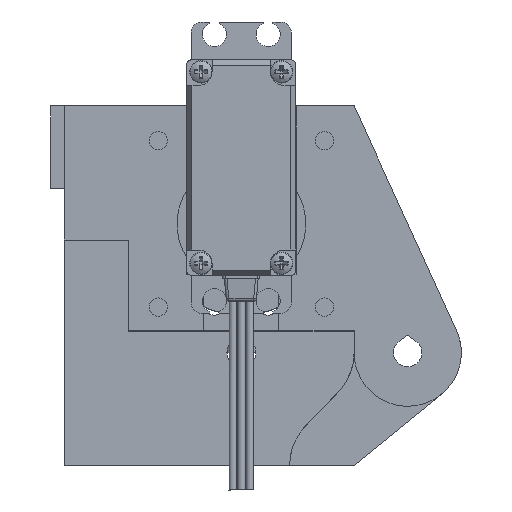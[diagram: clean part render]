
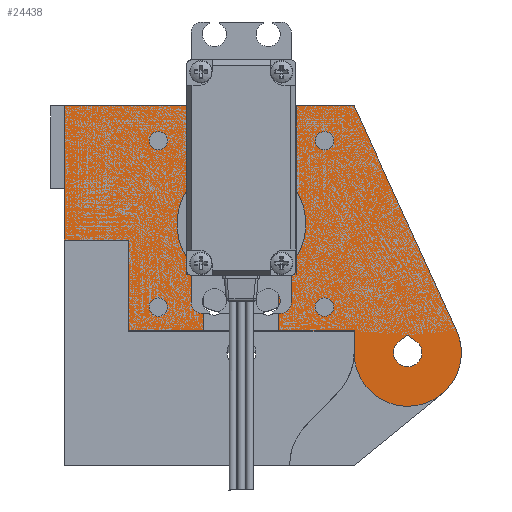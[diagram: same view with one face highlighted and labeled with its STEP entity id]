
A CAD part, left-side view. The second image highlights one B-rep face of the part: STEP entity #24438.
In plain terms, the highlighted planar face has unit normal (-1, 0, 0).
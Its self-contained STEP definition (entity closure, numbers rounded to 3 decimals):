
#716=FACE_BOUND('',#3282,.T.);
#717=FACE_BOUND('',#3283,.T.);
#718=FACE_BOUND('',#3284,.T.);
#719=FACE_BOUND('',#3285,.T.);
#720=FACE_BOUND('',#3286,.T.);
#966=PLANE('',#25999);
#1826=FACE_OUTER_BOUND('',#3281,.T.);
#3281=EDGE_LOOP('',(#17779,#17780,#17781,#17782,#17783,#17784,#17785,#17786,
#17787,#17788,#17789,#17790,#17791));
#3282=EDGE_LOOP('',(#17792,#17793,#17794));
#3283=EDGE_LOOP('',(#17795));
#3284=EDGE_LOOP('',(#17796));
#3285=EDGE_LOOP('',(#17797));
#3286=EDGE_LOOP('',(#17798));
#5177=CIRCLE('',#26000,12.);
#5178=CIRCLE('',#26001,10.);
#5179=CIRCLE('',#26002,2.65);
#5180=CIRCLE('',#26003,1.7);
#5181=CIRCLE('',#26004,1.7);
#5182=CIRCLE('',#26005,1.7);
#5183=CIRCLE('',#26006,1.7);
#6413=LINE('',#43430,#8427);
#6423=LINE('',#43456,#8437);
#6426=LINE('',#43462,#8440);
#6427=LINE('',#43464,#8441);
#6428=LINE('',#43466,#8442);
#6429=LINE('',#43470,#8443);
#6430=LINE('',#43472,#8444);
#6431=LINE('',#43474,#8445);
#6432=LINE('',#43476,#8446);
#6433=LINE('',#43480,#8447);
#6434=LINE('',#43481,#8448);
#6435=LINE('',#43484,#8449);
#6436=LINE('',#43487,#8450);
#8427=VECTOR('',#29078,10.);
#8437=VECTOR('',#29100,10.);
#8440=VECTOR('',#29105,10.);
#8441=VECTOR('',#29106,10.);
#8442=VECTOR('',#29107,10.);
#8443=VECTOR('',#29110,10.);
#8444=VECTOR('',#29111,10.);
#8445=VECTOR('',#29112,10.);
#8446=VECTOR('',#29113,10.);
#8447=VECTOR('',#29116,10.);
#8448=VECTOR('',#29117,10.);
#8449=VECTOR('',#29118,10.);
#8450=VECTOR('',#29121,10.);
#10572=VERTEX_POINT('',#43428);
#10573=VERTEX_POINT('',#43429);
#10583=VERTEX_POINT('',#43455);
#10585=VERTEX_POINT('',#43461);
#10586=VERTEX_POINT('',#43463);
#10587=VERTEX_POINT('',#43465);
#10588=VERTEX_POINT('',#43467);
#10589=VERTEX_POINT('',#43469);
#10590=VERTEX_POINT('',#43471);
#10591=VERTEX_POINT('',#43473);
#10592=VERTEX_POINT('',#43475);
#10593=VERTEX_POINT('',#43477);
#10594=VERTEX_POINT('',#43479);
#10595=VERTEX_POINT('',#43482);
#10596=VERTEX_POINT('',#43483);
#10597=VERTEX_POINT('',#43485);
#10598=VERTEX_POINT('',#43488);
#10599=VERTEX_POINT('',#43490);
#10600=VERTEX_POINT('',#43492);
#10601=VERTEX_POINT('',#43494);
#13284=EDGE_CURVE('',#10572,#10573,#6413,.T.);
#13297=EDGE_CURVE('',#10583,#10572,#6423,.T.);
#13300=EDGE_CURVE('',#10573,#10585,#6426,.T.);
#13301=EDGE_CURVE('',#10585,#10586,#6427,.T.);
#13302=EDGE_CURVE('',#10586,#10587,#6428,.T.);
#13303=EDGE_CURVE('',#10587,#10588,#5177,.T.);
#13304=EDGE_CURVE('',#10588,#10589,#6429,.T.);
#13305=EDGE_CURVE('',#10589,#10590,#6430,.T.);
#13306=EDGE_CURVE('',#10590,#10591,#6431,.T.);
#13307=EDGE_CURVE('',#10591,#10592,#6432,.T.);
#13308=EDGE_CURVE('',#10592,#10593,#5178,.T.);
#13309=EDGE_CURVE('',#10594,#10593,#6433,.T.);
#13310=EDGE_CURVE('',#10594,#10583,#6434,.T.);
#13311=EDGE_CURVE('',#10595,#10596,#6435,.T.);
#13312=EDGE_CURVE('',#10596,#10597,#5179,.T.);
#13313=EDGE_CURVE('',#10597,#10595,#6436,.T.);
#13314=EDGE_CURVE('',#10598,#10598,#5180,.T.);
#13315=EDGE_CURVE('',#10599,#10599,#5181,.T.);
#13316=EDGE_CURVE('',#10600,#10600,#5182,.T.);
#13317=EDGE_CURVE('',#10601,#10601,#5183,.T.);
#17779=ORIENTED_EDGE('',*,*,#13284,.T.);
#17780=ORIENTED_EDGE('',*,*,#13300,.T.);
#17781=ORIENTED_EDGE('',*,*,#13301,.T.);
#17782=ORIENTED_EDGE('',*,*,#13302,.T.);
#17783=ORIENTED_EDGE('',*,*,#13303,.T.);
#17784=ORIENTED_EDGE('',*,*,#13304,.T.);
#17785=ORIENTED_EDGE('',*,*,#13305,.T.);
#17786=ORIENTED_EDGE('',*,*,#13306,.T.);
#17787=ORIENTED_EDGE('',*,*,#13307,.T.);
#17788=ORIENTED_EDGE('',*,*,#13308,.T.);
#17789=ORIENTED_EDGE('',*,*,#13309,.F.);
#17790=ORIENTED_EDGE('',*,*,#13310,.T.);
#17791=ORIENTED_EDGE('',*,*,#13297,.T.);
#17792=ORIENTED_EDGE('',*,*,#13311,.T.);
#17793=ORIENTED_EDGE('',*,*,#13312,.T.);
#17794=ORIENTED_EDGE('',*,*,#13313,.T.);
#17795=ORIENTED_EDGE('',*,*,#13314,.T.);
#17796=ORIENTED_EDGE('',*,*,#13315,.T.);
#17797=ORIENTED_EDGE('',*,*,#13316,.T.);
#17798=ORIENTED_EDGE('',*,*,#13317,.T.);
#24438=ADVANCED_FACE('',(#1826,#716,#717,#718,#719,#720),#966,.T.);
#25999=AXIS2_PLACEMENT_3D('',#43460,#29103,#29104);
#26000=AXIS2_PLACEMENT_3D('',#43468,#29108,#29109);
#26001=AXIS2_PLACEMENT_3D('',#43478,#29114,#29115);
#26002=AXIS2_PLACEMENT_3D('',#43486,#29119,#29120);
#26003=AXIS2_PLACEMENT_3D('',#43489,#29122,#29123);
#26004=AXIS2_PLACEMENT_3D('',#43491,#29124,#29125);
#26005=AXIS2_PLACEMENT_3D('',#43493,#29126,#29127);
#26006=AXIS2_PLACEMENT_3D('',#43495,#29128,#29129);
#29078=DIRECTION('',(0.,-1.,0.));
#29100=DIRECTION('',(0.,0.,-1.));
#29103=DIRECTION('center_axis',(-1.,0.,0.));
#29104=DIRECTION('ref_axis',(0.,-1.,0.));
#29105=DIRECTION('',(0.,0.,-1.));
#29106=DIRECTION('',(0.,-1.,0.));
#29107=DIRECTION('',(0.,0.,1.));
#29108=DIRECTION('center_axis',(1.,0.,0.));
#29109=DIRECTION('ref_axis',(0.,-1.,0.));
#29110=DIRECTION('',(0.,0.,-1.));
#29111=DIRECTION('',(0.,-1.,0.));
#29112=DIRECTION('',(0.,0.,-1.));
#29113=DIRECTION('',(0.,0.,-1.));
#29114=DIRECTION('center_axis',(-1.,0.,0.));
#29115=DIRECTION('ref_axis',(0.,-1.,0.));
#29116=DIRECTION('',(0.,-0.415,-0.91));
#29117=DIRECTION('',(0.,1.,0.));
#29118=DIRECTION('',(0.,-0.817,-0.576));
#29119=DIRECTION('center_axis',(1.,0.,0.));
#29120=DIRECTION('ref_axis',(0.,-1.,0.));
#29121=DIRECTION('',(0.,-0.817,0.576));
#29122=DIRECTION('center_axis',(1.,0.,0.));
#29123=DIRECTION('ref_axis',(0.,-1.,0.));
#29124=DIRECTION('center_axis',(1.,0.,0.));
#29125=DIRECTION('ref_axis',(0.,-1.,0.));
#29126=DIRECTION('center_axis',(1.,0.,0.));
#29127=DIRECTION('ref_axis',(0.,-1.,0.));
#29128=DIRECTION('center_axis',(1.,0.,0.));
#29129=DIRECTION('ref_axis',(0.,-1.,0.));
#43428=CARTESIAN_POINT('',(-123.,33.,21.));
#43429=CARTESIAN_POINT('',(-123.,21.,21.));
#43430=CARTESIAN_POINT('',(-123.,13.5,21.));
#43455=CARTESIAN_POINT('',(-123.,33.,46.));
#43456=CARTESIAN_POINT('',(-123.,33.,46.));
#43460=CARTESIAN_POINT('Origin',(-123.,0.,24.3));
#43461=CARTESIAN_POINT('',(-123.,21.,4.05));
#43462=CARTESIAN_POINT('',(-123.,21.,44.55));
#43463=CARTESIAN_POINT('',(-123.,7.,4.05));
#43464=CARTESIAN_POINT('',(-123.,21.,4.05));
#43465=CARTESIAN_POINT('',(-123.,7.,14.253));
#43466=CARTESIAN_POINT('',(-123.,7.,14.175));
#43467=CARTESIAN_POINT('',(-123.,-7.,14.253));
#43468=CARTESIAN_POINT('Origin',(-123.,0.,24.));
#43469=CARTESIAN_POINT('',(-123.,-7.,4.05));
#43470=CARTESIAN_POINT('',(-123.,-7.,14.175));
#43471=CARTESIAN_POINT('',(-123.,-21.,4.05));
#43472=CARTESIAN_POINT('',(-123.,21.,4.05));
#43473=CARTESIAN_POINT('',(-123.,-21.,4.));
#43474=CARTESIAN_POINT('',(-123.,-21.,46.));
#43475=CARTESIAN_POINT('',(-123.,-21.,0.));
#43476=CARTESIAN_POINT('',(-123.,-21.,4.));
#43477=CARTESIAN_POINT('',(-123.,-40.097,4.152));
#43478=CARTESIAN_POINT('Origin',(-123.,-31.,0.));
#43479=CARTESIAN_POINT('',(-123.,-21.,46.));
#43480=CARTESIAN_POINT('',(-123.,-21.,46.));
#43481=CARTESIAN_POINT('',(-123.,21.,46.));
#43482=CARTESIAN_POINT('',(-123.,-31.,3.243));
#43483=CARTESIAN_POINT('',(-123.,-32.527,2.166));
#43484=CARTESIAN_POINT('',(-123.,-15.69,14.041));
#43485=CARTESIAN_POINT('',(-123.,-29.473,2.166));
#43486=CARTESIAN_POINT('Origin',(-123.,-31.,0.));
#43487=CARTESIAN_POINT('',(-123.,-24.844,-1.099));
#43488=CARTESIAN_POINT('',(-123.,17.2,8.5));
#43489=CARTESIAN_POINT('Origin',(-123.,15.5,8.5));
#43490=CARTESIAN_POINT('',(-123.,-13.8,8.5));
#43491=CARTESIAN_POINT('Origin',(-123.,-15.5,8.5));
#43492=CARTESIAN_POINT('',(-123.,17.2,39.5));
#43493=CARTESIAN_POINT('Origin',(-123.,15.5,39.5));
#43494=CARTESIAN_POINT('',(-123.,-13.8,39.5));
#43495=CARTESIAN_POINT('Origin',(-123.,-15.5,39.5));
